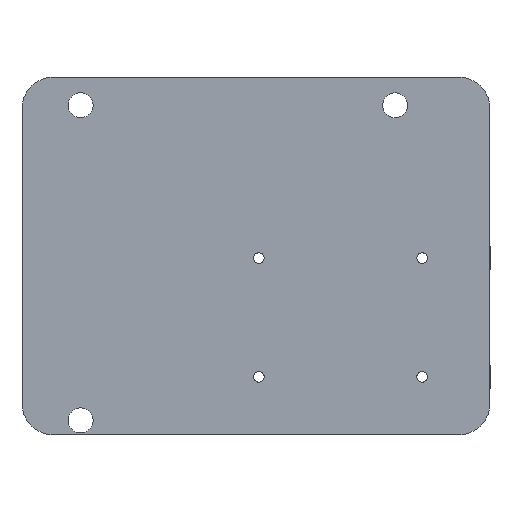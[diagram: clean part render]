
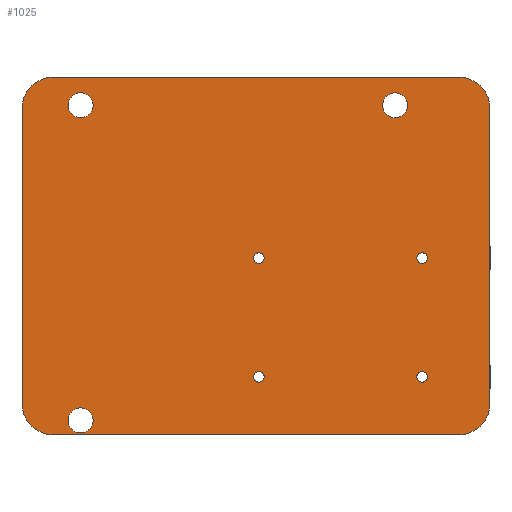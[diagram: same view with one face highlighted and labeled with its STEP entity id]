
A CAD part, front view. The second image highlights one B-rep face of the part: STEP entity #1025.
In plain terms, the highlighted planar face has unit normal (0, -1, 0).
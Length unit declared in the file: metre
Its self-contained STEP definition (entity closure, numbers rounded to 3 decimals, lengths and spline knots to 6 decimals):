
#43=FACE_BOUND('',#130,.T.);
#44=FACE_BOUND('',#131,.T.);
#45=FACE_BOUND('',#132,.T.);
#46=FACE_BOUND('',#133,.T.);
#47=FACE_BOUND('',#134,.T.);
#48=FACE_BOUND('',#135,.T.);
#49=FACE_BOUND('',#136,.T.);
#66=FACE_OUTER_BOUND('',#129,.T.);
#129=EDGE_LOOP('',(#736,#737,#738,#739,#740,#741,#742,#743));
#130=EDGE_LOOP('',(#744,#745));
#131=EDGE_LOOP('',(#746));
#132=EDGE_LOOP('',(#747));
#133=EDGE_LOOP('',(#748));
#134=EDGE_LOOP('',(#749));
#135=EDGE_LOOP('',(#750));
#136=EDGE_LOOP('',(#751));
#200=LINE('',#1500,#314);
#203=LINE('',#1506,#317);
#215=LINE('',#1531,#329);
#217=LINE('',#1538,#331);
#218=LINE('',#1542,#332);
#314=VECTOR('',#1209,0.01);
#317=VECTOR('',#1214,0.01);
#329=VECTOR('',#1232,0.01);
#331=VECTOR('',#1240,0.01);
#332=VECTOR('',#1243,0.01);
#433=CIRCLE('',#1103,0.01);
#434=CIRCLE('',#1106,0.01);
#435=CIRCLE('',#1108,0.01);
#436=CIRCLE('',#1109,0.01);
#437=CIRCLE('',#1110,0.004);
#438=CIRCLE('',#1111,0.0017);
#439=CIRCLE('',#1112,0.004);
#440=CIRCLE('',#1113,0.0017);
#441=CIRCLE('',#1114,0.0017);
#442=CIRCLE('',#1115,0.0017);
#443=CIRCLE('',#1116,0.004);
#468=VERTEX_POINT('',#1497);
#469=VERTEX_POINT('',#1499);
#470=VERTEX_POINT('',#1503);
#471=VERTEX_POINT('',#1505);
#480=VERTEX_POINT('',#1525);
#481=VERTEX_POINT('',#1529);
#482=VERTEX_POINT('',#1533);
#483=VERTEX_POINT('',#1537);
#484=VERTEX_POINT('',#1539);
#485=VERTEX_POINT('',#1541);
#486=VERTEX_POINT('',#1545);
#487=VERTEX_POINT('',#1547);
#488=VERTEX_POINT('',#1549);
#489=VERTEX_POINT('',#1551);
#490=VERTEX_POINT('',#1553);
#491=VERTEX_POINT('',#1555);
#565=EDGE_CURVE('',#468,#469,#200,.T.);
#568=EDGE_CURVE('',#470,#471,#203,.T.);
#579=EDGE_CURVE('',#480,#470,#433,.T.);
#581=EDGE_CURVE('',#481,#480,#215,.T.);
#583=EDGE_CURVE('',#482,#481,#434,.T.);
#584=EDGE_CURVE('',#483,#482,#217,.T.);
#585=EDGE_CURVE('',#484,#483,#435,.T.);
#586=EDGE_CURVE('',#485,#484,#218,.T.);
#587=EDGE_CURVE('',#471,#485,#436,.T.);
#588=EDGE_CURVE('',#469,#468,#437,.T.);
#589=EDGE_CURVE('',#486,#486,#438,.T.);
#590=EDGE_CURVE('',#487,#487,#439,.T.);
#591=EDGE_CURVE('',#488,#488,#440,.T.);
#592=EDGE_CURVE('',#489,#489,#441,.T.);
#593=EDGE_CURVE('',#490,#490,#442,.T.);
#594=EDGE_CURVE('',#491,#491,#443,.T.);
#736=ORIENTED_EDGE('',*,*,#583,.F.);
#737=ORIENTED_EDGE('',*,*,#584,.F.);
#738=ORIENTED_EDGE('',*,*,#585,.F.);
#739=ORIENTED_EDGE('',*,*,#586,.F.);
#740=ORIENTED_EDGE('',*,*,#587,.F.);
#741=ORIENTED_EDGE('',*,*,#568,.F.);
#742=ORIENTED_EDGE('',*,*,#579,.F.);
#743=ORIENTED_EDGE('',*,*,#581,.F.);
#744=ORIENTED_EDGE('',*,*,#588,.F.);
#745=ORIENTED_EDGE('',*,*,#565,.F.);
#746=ORIENTED_EDGE('',*,*,#589,.F.);
#747=ORIENTED_EDGE('',*,*,#590,.F.);
#748=ORIENTED_EDGE('',*,*,#591,.F.);
#749=ORIENTED_EDGE('',*,*,#592,.F.);
#750=ORIENTED_EDGE('',*,*,#593,.F.);
#751=ORIENTED_EDGE('',*,*,#594,.F.);
#984=PLANE('',#1107);
#1025=ADVANCED_FACE('',(#66,#43,#44,#45,#46,#47,#48,#49),#984,.F.);
#1103=AXIS2_PLACEMENT_3D('',#1527,#1227,#1228);
#1106=AXIS2_PLACEMENT_3D('',#1535,#1236,#1237);
#1107=AXIS2_PLACEMENT_3D('',#1536,#1238,#1239);
#1108=AXIS2_PLACEMENT_3D('',#1540,#1241,#1242);
#1109=AXIS2_PLACEMENT_3D('',#1543,#1244,#1245);
#1110=AXIS2_PLACEMENT_3D('',#1544,#1246,#1247);
#1111=AXIS2_PLACEMENT_3D('',#1546,#1248,#1249);
#1112=AXIS2_PLACEMENT_3D('',#1548,#1250,#1251);
#1113=AXIS2_PLACEMENT_3D('',#1550,#1252,#1253);
#1114=AXIS2_PLACEMENT_3D('',#1552,#1254,#1255);
#1115=AXIS2_PLACEMENT_3D('',#1554,#1256,#1257);
#1116=AXIS2_PLACEMENT_3D('',#1556,#1258,#1259);
#1209=DIRECTION('',(-1.,0.,0.));
#1214=DIRECTION('',(0.,0.,1.));
#1227=DIRECTION('center_axis',(0.,1.,0.));
#1228=DIRECTION('ref_axis',(-0.707,0.,-0.707));
#1232=DIRECTION('',(-1.,0.,0.));
#1236=DIRECTION('center_axis',(0.,1.,0.));
#1237=DIRECTION('ref_axis',(0.707,0.,-0.707));
#1238=DIRECTION('center_axis',(0.,1.,0.));
#1239=DIRECTION('ref_axis',(-1.,0.,0.));
#1240=DIRECTION('',(0.,0.,-1.));
#1241=DIRECTION('center_axis',(0.,1.,0.));
#1242=DIRECTION('ref_axis',(0.707,0.,0.707));
#1243=DIRECTION('',(1.,0.,0.));
#1244=DIRECTION('center_axis',(0.,1.,0.));
#1245=DIRECTION('ref_axis',(-0.707,0.,0.707));
#1246=DIRECTION('center_axis',(0.,-1.,0.));
#1247=DIRECTION('ref_axis',(-1.,0.,0.));
#1248=DIRECTION('center_axis',(0.,-1.,0.));
#1249=DIRECTION('ref_axis',(-1.,0.,0.));
#1250=DIRECTION('center_axis',(0.,-1.,0.));
#1251=DIRECTION('ref_axis',(-1.,0.,0.));
#1252=DIRECTION('center_axis',(0.,-1.,0.));
#1253=DIRECTION('ref_axis',(-1.,0.,0.));
#1254=DIRECTION('center_axis',(0.,-1.,0.));
#1255=DIRECTION('ref_axis',(-1.,0.,0.));
#1256=DIRECTION('center_axis',(0.,-1.,0.));
#1257=DIRECTION('ref_axis',(-1.,0.,0.));
#1258=DIRECTION('center_axis',(0.,-1.,0.));
#1259=DIRECTION('ref_axis',(-1.,0.,0.));
#1497=CARTESIAN_POINT('',(0.120049,0.151188,0.087));
#1499=CARTESIAN_POINT('',(0.119128,0.151188,0.087));
#1500=CARTESIAN_POINT('',(0.097064,0.151188,0.087));
#1503=CARTESIAN_POINT('',(0.,0.151188,-0.012587));
#1505=CARTESIAN_POINT('',(0.,0.151188,0.082));
#1506=CARTESIAN_POINT('',(0.,0.151188,0.0615));
#1525=CARTESIAN_POINT('',(0.01,0.151188,-0.022587));
#1527=CARTESIAN_POINT('Origin',(0.01,0.151188,-0.012587));
#1529=CARTESIAN_POINT('',(0.14,0.151188,-0.022587));
#1531=CARTESIAN_POINT('',(0.0375,0.151188,-0.022587));
#1533=CARTESIAN_POINT('',(0.15,0.151188,-0.012587));
#1535=CARTESIAN_POINT('Origin',(0.14,0.151188,-0.012587));
#1536=CARTESIAN_POINT('Origin',(0.075,0.151188,0.031));
#1537=CARTESIAN_POINT('',(0.15,0.151188,0.082));
#1538=CARTESIAN_POINT('',(0.15,0.151188,0.0005));
#1539=CARTESIAN_POINT('',(0.14,0.151188,0.092));
#1540=CARTESIAN_POINT('Origin',(0.14,0.151188,0.082));
#1541=CARTESIAN_POINT('',(0.01,0.151188,0.092));
#1542=CARTESIAN_POINT('',(0.1125,0.151188,0.092));
#1543=CARTESIAN_POINT('Origin',(0.01,0.151188,0.082));
#1544=CARTESIAN_POINT('Origin',(0.119589,0.151188,0.083027));
#1545=CARTESIAN_POINT('',(0.129931,0.151188,0.03405));
#1546=CARTESIAN_POINT('Origin',(0.128231,0.151188,0.03405));
#1547=CARTESIAN_POINT('',(0.022789,0.151188,0.083027));
#1548=CARTESIAN_POINT('Origin',(0.018789,0.151188,0.083027));
#1549=CARTESIAN_POINT('',(0.129931,0.151188,-0.00405));
#1550=CARTESIAN_POINT('Origin',(0.128231,0.151188,-0.00405));
#1551=CARTESIAN_POINT('',(0.077607,0.151188,0.03405));
#1552=CARTESIAN_POINT('Origin',(0.075907,0.151188,0.03405));
#1553=CARTESIAN_POINT('',(0.077607,0.151188,-0.00405));
#1554=CARTESIAN_POINT('Origin',(0.075907,0.151188,-0.00405));
#1555=CARTESIAN_POINT('',(0.022789,0.151188,-0.017973));
#1556=CARTESIAN_POINT('Origin',(0.018789,0.151188,-0.017973));
